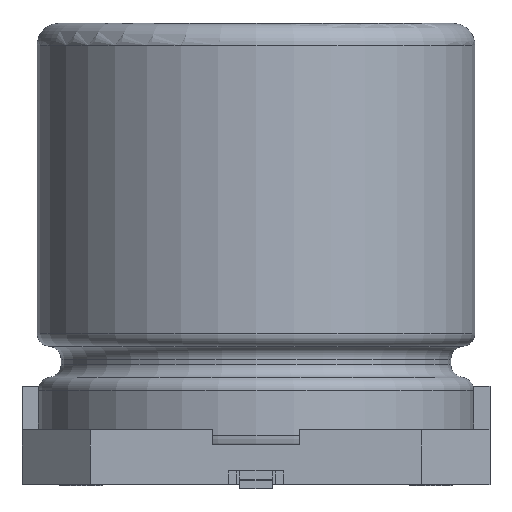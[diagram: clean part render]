
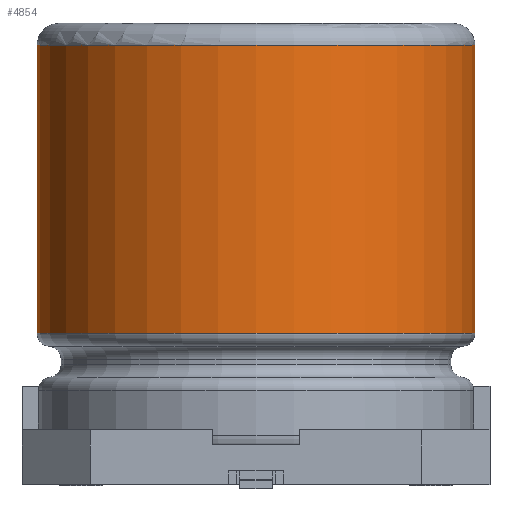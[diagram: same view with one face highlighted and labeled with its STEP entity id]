
A CAD part, front view. The second image highlights one B-rep face of the part: STEP entity #4854.
In plain terms, the highlighted cylindrical face has radius 8 mm (diameter 16 mm), a full revolution.
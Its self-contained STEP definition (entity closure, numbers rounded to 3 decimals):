
#501=FACE_OUTER_BOUND('',#768,.T.);
#768=EDGE_LOOP('',(#3947,#3948,#3949,#3950,#3951));
#1274=LINE('',#8044,#1782);
#1782=VECTOR('',#6232,8.);
#1949=CIRCLE('',#5209,8.);
#1950=CIRCLE('',#5210,8.);
#1951=CIRCLE('',#5211,8.);
#2341=VERTEX_POINT('',#8041);
#2342=VERTEX_POINT('',#8043);
#2343=VERTEX_POINT('',#8045);
#2932=EDGE_CURVE('',#2341,#2341,#1949,.T.);
#2933=EDGE_CURVE('',#2341,#2342,#1274,.T.);
#2934=EDGE_CURVE('',#2342,#2343,#1950,.T.);
#2935=EDGE_CURVE('',#2343,#2342,#1951,.T.);
#3947=ORIENTED_EDGE('',*,*,#2932,.T.);
#3948=ORIENTED_EDGE('',*,*,#2933,.T.);
#3949=ORIENTED_EDGE('',*,*,#2934,.T.);
#3950=ORIENTED_EDGE('',*,*,#2935,.T.);
#3951=ORIENTED_EDGE('',*,*,#2933,.F.);
#4417=CYLINDRICAL_SURFACE('',#5208,8.);
#4854=ADVANCED_FACE('',(#501),#4417,.T.);
#5208=AXIS2_PLACEMENT_3D('',#8040,#6228,#6229);
#5209=AXIS2_PLACEMENT_3D('',#8042,#6230,#6231);
#5210=AXIS2_PLACEMENT_3D('',#8046,#6233,#6234);
#5211=AXIS2_PLACEMENT_3D('',#8047,#6235,#6236);
#6228=DIRECTION('center_axis',(0.,0.,-1.));
#6229=DIRECTION('ref_axis',(1.,0.,0.));
#6230=DIRECTION('center_axis',(0.,0.,1.));
#6231=DIRECTION('ref_axis',(1.,0.,0.));
#6232=DIRECTION('',(0.,0.,1.));
#6233=DIRECTION('center_axis',(0.,0.,-1.));
#6234=DIRECTION('ref_axis',(-1.,0.,0.));
#6235=DIRECTION('center_axis',(0.,0.,-1.));
#6236=DIRECTION('ref_axis',(-1.,0.,0.));
#8040=CARTESIAN_POINT('Origin',(0.,0.,9.9));
#8041=CARTESIAN_POINT('',(-8.,0.,4.528));
#8042=CARTESIAN_POINT('Origin',(0.,0.,4.528));
#8043=CARTESIAN_POINT('',(-8.,0.,15.05));
#8044=CARTESIAN_POINT('',(-8.,0.,9.9));
#8045=CARTESIAN_POINT('',(8.,0.,15.05));
#8046=CARTESIAN_POINT('Origin',(0.,0.,15.05));
#8047=CARTESIAN_POINT('Origin',(0.,0.,15.05));
